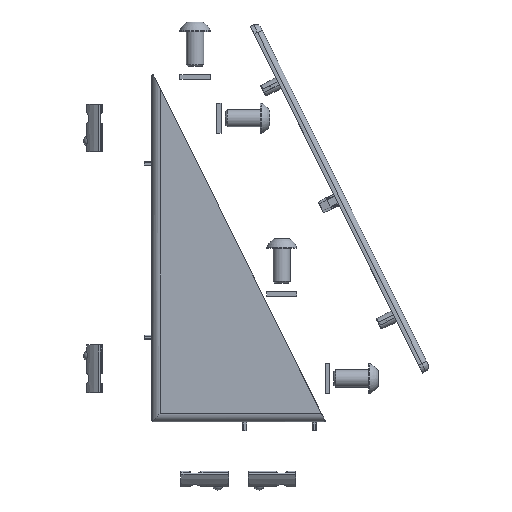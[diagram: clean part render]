
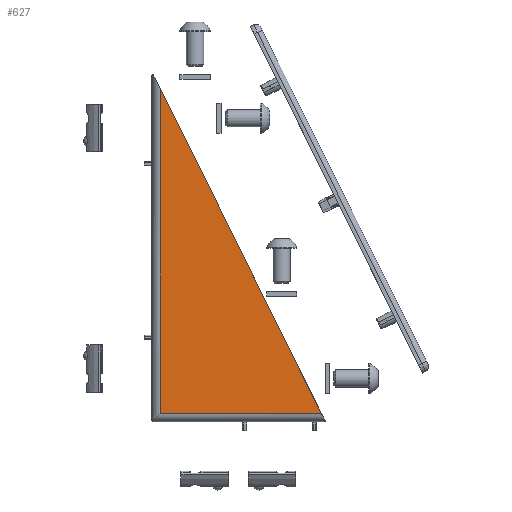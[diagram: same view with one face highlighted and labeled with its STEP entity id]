
A CAD part, top view. The second image highlights one B-rep face of the part: STEP entity #627.
In plain terms, the highlighted face is planar.
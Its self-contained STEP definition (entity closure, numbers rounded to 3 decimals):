
#627 = ADVANCED_FACE( '', ( #1502 ), #1503, .F. );
#1502 = FACE_OUTER_BOUND( '', #2801, .T. );
#1503 = PLANE( '', #2802 );
#2801 = EDGE_LOOP( '', ( #5948, #5949, #5950 ) );
#2802 = AXIS2_PLACEMENT_3D( '', #5951, #5952, #5953 );
#5948 = ORIENTED_EDGE( '', *, *, #9738, .T. );
#5949 = ORIENTED_EDGE( '', *, *, #9739, .F. );
#5950 = ORIENTED_EDGE( '', *, *, #9182, .F. );
#5951 = CARTESIAN_POINT( '', ( -79.5, 0.5, -19.75 ) );
#5952 = DIRECTION( '', ( 0., 0., 1. ) );
#5953 = DIRECTION( '', ( 1., 0., 0. ) );
#9182 = EDGE_CURVE( '', #10982, #10984, #10985, .T. );
#9738 = EDGE_CURVE( '', #10982, #11890, #11891, .T. );
#9739 = EDGE_CURVE( '', #10984, #11890, #11892, .T. );
#10982 = VERTEX_POINT( '', #13984 );
#10984 = VERTEX_POINT( '', #13986 );
#10985 = LINE( '', #13987, #13988 );
#11890 = VERTEX_POINT( '', #15288 );
#11891 = LINE( '', #15289, #15290 );
#11892 = LINE( '', #15291, #15292 );
#13984 = CARTESIAN_POINT( '', ( -4., 153.573, -19.75 ) );
#13986 = CARTESIAN_POINT( '', ( -78.241, 4., -19.75 ) );
#13987 = CARTESIAN_POINT( '', ( -0.948, 159.722, -19.75 ) );
#13988 = VECTOR( '', #18954, 1000. );
#15288 = CARTESIAN_POINT( '', ( -4., 4., -19.75 ) );
#15289 = CARTESIAN_POINT( '', ( -4., 170., -19.75 ) );
#15290 = VECTOR( '', #19851, 1000. );
#15291 = CARTESIAN_POINT( '', ( -100., 4., -19.75 ) );
#15292 = VECTOR( '', #19852, 1000. );
#18954 = DIRECTION( '', ( -0.445, -0.896, 0. ) );
#19851 = DIRECTION( '', ( 0., -1., 0. ) );
#19852 = DIRECTION( '', ( 1., 0., 0. ) );
